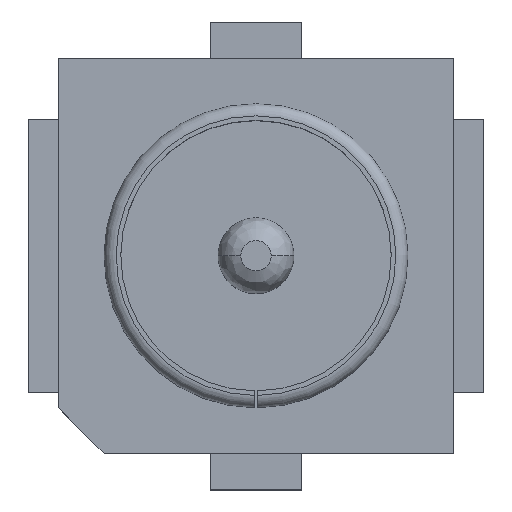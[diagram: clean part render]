
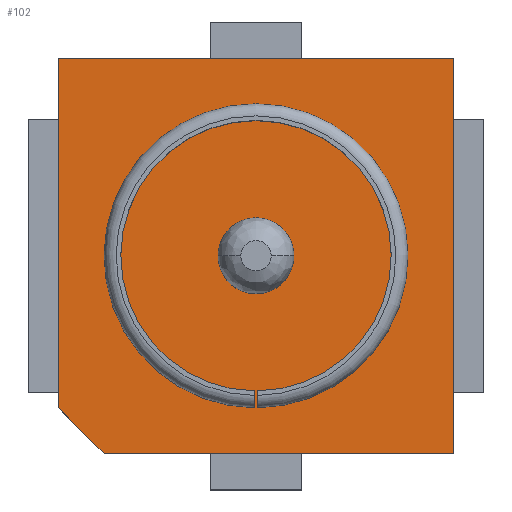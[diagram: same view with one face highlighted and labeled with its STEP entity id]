
A CAD part, top view. The second image highlights one B-rep face of the part: STEP entity #102.
In plain terms, the highlighted planar face has unit normal (0, 0, 1).
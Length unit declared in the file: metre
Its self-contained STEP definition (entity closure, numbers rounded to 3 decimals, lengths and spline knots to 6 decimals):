
#102 = ADVANCED_FACE( '', ( #232, #233, #234 ), #235, .T. );
#232 = FACE_OUTER_BOUND( '', #412, .T. );
#233 = FACE_BOUND( '', #413, .T. );
#234 = FACE_BOUND( '', #414, .T. );
#235 = PLANE( '', #415 );
#412 = EDGE_LOOP( '', ( #932, #933, #934, #935, #936 ) );
#413 = EDGE_LOOP( '', ( #937, #938, #939, #940 ) );
#414 = EDGE_LOOP( '', ( #941 ) );
#415 = AXIS2_PLACEMENT_3D( '', #942, #943, #944 );
#932 = ORIENTED_EDGE( '', *, *, #1198, .F. );
#933 = ORIENTED_EDGE( '', *, *, #1174, .F. );
#934 = ORIENTED_EDGE( '', *, *, #1177, .T. );
#935 = ORIENTED_EDGE( '', *, *, #1219, .T. );
#936 = ORIENTED_EDGE( '', *, *, #1055, .F. );
#937 = ORIENTED_EDGE( '', *, *, #1220, .F. );
#938 = ORIENTED_EDGE( '', *, *, #1184, .F. );
#939 = ORIENTED_EDGE( '', *, *, #1196, .T. );
#940 = ORIENTED_EDGE( '', *, *, #1214, .F. );
#941 = ORIENTED_EDGE( '', *, *, #1211, .T. );
#942 = CARTESIAN_POINT( '', ( -0.0013, 0.0013, -0.00094 ) );
#943 = DIRECTION( '', ( 0., 0., 1. ) );
#944 = DIRECTION( '', ( 1., 0., 0. ) );
#1055 = EDGE_CURVE( '', #1244, #1246, #1247, .T. );
#1174 = EDGE_CURVE( '', #1458, #1460, #1461, .T. );
#1177 = EDGE_CURVE( '', #1458, #1463, #1465, .T. );
#1184 = EDGE_CURVE( '', #1475, #1470, #1477, .T. );
#1196 = EDGE_CURVE( '', #1475, #1490, #1492, .T. );
#1198 = EDGE_CURVE( '', #1460, #1244, #1494, .T. );
#1211 = EDGE_CURVE( '', #1510, #1510, #1511, .T. );
#1214 = EDGE_CURVE( '', #1513, #1490, #1515, .T. );
#1219 = EDGE_CURVE( '', #1463, #1246, #1520, .T. );
#1220 = EDGE_CURVE( '', #1470, #1513, #1521, .T. );
#1244 = VERTEX_POINT( '', #1555 );
#1246 = VERTEX_POINT( '', #1558 );
#1247 = LINE( '', #1559, #1560 );
#1458 = VERTEX_POINT( '', #1877 );
#1460 = VERTEX_POINT( '', #1880 );
#1461 = LINE( '', #1881, #1882 );
#1463 = VERTEX_POINT( '', #1885 );
#1465 = LINE( '', #1888, #1889 );
#1470 = VERTEX_POINT( '', #1896 );
#1475 = VERTEX_POINT( '', #1902 );
#1477 = CIRCLE( '', #1905, 0.001 );
#1490 = VERTEX_POINT( '', #1935 );
#1492 = LINE( '', #1938, #1939 );
#1494 = LINE( '', #1944, #1945 );
#1510 = VERTEX_POINT( '', #1977 );
#1511 = CIRCLE( '', #1978, 0.00025 );
#1513 = VERTEX_POINT( '', #1981 );
#1515 = CIRCLE( '', #1984, 0.00089 );
#1520 = LINE( '', #1993, #1994 );
#1521 = LINE( '', #1995, #1996 );
#1555 = CARTESIAN_POINT( '', ( 0.0013, 0.0013, -0.00094 ) );
#1558 = CARTESIAN_POINT( '', ( 0.0013, -0.0013, -0.00094 ) );
#1559 = CARTESIAN_POINT( '', ( 0.0013, 0.0013, -0.00094 ) );
#1560 = VECTOR( '', #2020, 1. );
#1877 = CARTESIAN_POINT( '', ( -0.0013, -0.001, -0.00094 ) );
#1880 = CARTESIAN_POINT( '', ( -0.0013, 0.0013, -0.00094 ) );
#1881 = CARTESIAN_POINT( '', ( -0.0013, -0.001, -0.00094 ) );
#1882 = VECTOR( '', #2167, 1. );
#1885 = CARTESIAN_POINT( '', ( -0.001, -0.0013, -0.00094 ) );
#1888 = CARTESIAN_POINT( '', ( -0.0013, -0.001, -0.00094 ) );
#1889 = VECTOR( '', #2170, 1. );
#1896 = CARTESIAN_POINT( '', ( -0.00001, -0.001, -0.00094 ) );
#1902 = CARTESIAN_POINT( '', ( 0.00001, -0.001, -0.00094 ) );
#1905 = AXIS2_PLACEMENT_3D( '', #2181, #2182, #2183 );
#1935 = CARTESIAN_POINT( '', ( 0.00001, -0.00089, -0.00094 ) );
#1938 = CARTESIAN_POINT( '', ( 0.00001, -0.001, -0.00094 ) );
#1939 = VECTOR( '', #2194, 1. );
#1944 = CARTESIAN_POINT( '', ( -0.0013, 0.0013, -0.00094 ) );
#1945 = VECTOR( '', #2195, 1. );
#1977 = CARTESIAN_POINT( '', ( 0.00025, 0., -0.00094 ) );
#1978 = AXIS2_PLACEMENT_3D( '', #2213, #2214, #2215 );
#1981 = CARTESIAN_POINT( '', ( -0.00001, -0.00089, -0.00094 ) );
#1984 = AXIS2_PLACEMENT_3D( '', #2218, #2219, #2220 );
#1993 = CARTESIAN_POINT( '', ( -0.001, -0.0013, -0.00094 ) );
#1994 = VECTOR( '', #2225, 1. );
#1995 = CARTESIAN_POINT( '', ( -0.00001, -0.001, -0.00094 ) );
#1996 = VECTOR( '', #2226, 1. );
#2020 = DIRECTION( '', ( 0., -1., 0. ) );
#2167 = DIRECTION( '', ( 0., 1., 0. ) );
#2170 = DIRECTION( '', ( 0.707, -0.707, 0. ) );
#2181 = CARTESIAN_POINT( '', ( 0., 0., -0.00094 ) );
#2182 = DIRECTION( '', ( 0., 0., 1. ) );
#2183 = DIRECTION( '', ( 0.01, -1., 0. ) );
#2194 = DIRECTION( '', ( 0., 1., 0. ) );
#2195 = DIRECTION( '', ( 1., 0., 0. ) );
#2213 = CARTESIAN_POINT( '', ( 0., 0., -0.00094 ) );
#2214 = DIRECTION( '', ( 0., 0., -1. ) );
#2215 = DIRECTION( '', ( 1., 0., 0. ) );
#2218 = CARTESIAN_POINT( '', ( 0., 0., -0.00094 ) );
#2219 = DIRECTION( '', ( 0., 0., -1. ) );
#2220 = DIRECTION( '', ( -0.011, -1., 0. ) );
#2225 = DIRECTION( '', ( 1., 0., 0. ) );
#2226 = DIRECTION( '', ( 0., 1., 0. ) );
